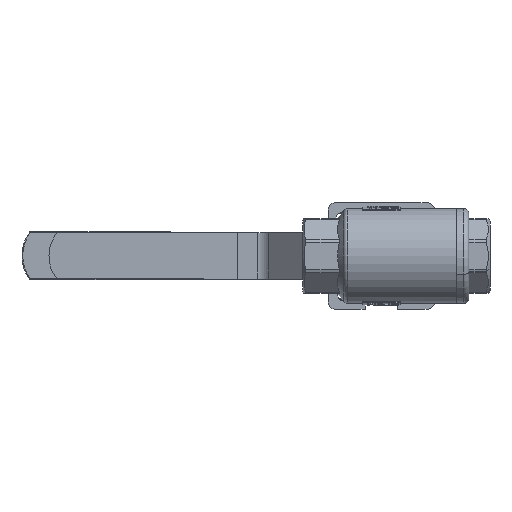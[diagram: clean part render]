
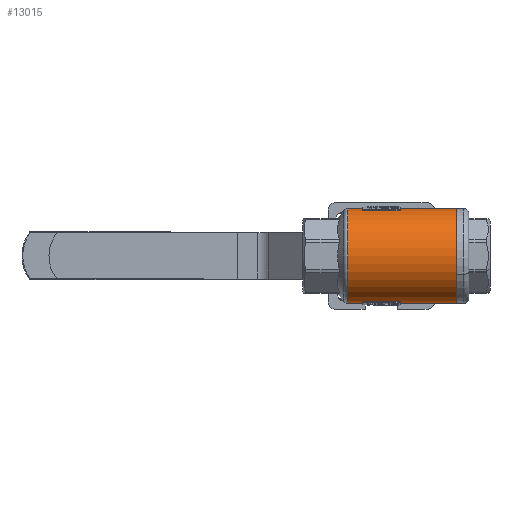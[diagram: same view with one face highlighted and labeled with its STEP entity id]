
A CAD part, front view. The second image highlights one B-rep face of the part: STEP entity #13015.
In plain terms, the highlighted cylindrical face has radius 19 mm (diameter 38 mm), a partial arc.
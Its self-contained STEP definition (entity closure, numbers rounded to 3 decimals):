
#1320=CYLINDRICAL_SURFACE('',#14058,19.);
#1531=CIRCLE('',#13759,19.);
#1534=CIRCLE('',#13764,19.);
#1538=CIRCLE('',#13771,19.);
#1541=CIRCLE('',#13776,19.);
#1650=CIRCLE('',#14001,19.);
#1672=CIRCLE('',#14043,19.);
#4816=ORIENTED_EDGE('',*,*,#7337,.F.);
#4817=ORIENTED_EDGE('',*,*,#7329,.F.);
#4818=ORIENTED_EDGE('',*,*,#7338,.T.);
#4819=ORIENTED_EDGE('',*,*,#6878,.F.);
#4820=ORIENTED_EDGE('',*,*,#6875,.F.);
#4821=ORIENTED_EDGE('',*,*,#6872,.T.);
#4822=ORIENTED_EDGE('',*,*,#7339,.T.);
#4823=ORIENTED_EDGE('',*,*,#7260,.T.);
#4824=ORIENTED_EDGE('',*,*,#7340,.F.);
#4825=ORIENTED_EDGE('',*,*,#6888,.T.);
#4826=ORIENTED_EDGE('',*,*,#6885,.T.);
#4827=ORIENTED_EDGE('',*,*,#6893,.F.);
#6872=EDGE_CURVE('',#8405,#8407,#1531,.T.);
#6875=EDGE_CURVE('',#8405,#8409,#9366,.T.);
#6878=EDGE_CURVE('',#8409,#8411,#1534,.T.);
#6885=EDGE_CURVE('',#8417,#8416,#9370,.T.);
#6888=EDGE_CURVE('',#8419,#8417,#1538,.T.);
#6893=EDGE_CURVE('',#8421,#8416,#1541,.T.);
#7260=EDGE_CURVE('',#8671,#8669,#1650,.T.);
#7329=EDGE_CURVE('',#8715,#8716,#1672,.T.);
#7337=EDGE_CURVE('',#8716,#8421,#9629,.T.);
#7338=EDGE_CURVE('',#8715,#8411,#9630,.T.);
#7339=EDGE_CURVE('',#8407,#8671,#9631,.T.);
#7340=EDGE_CURVE('',#8419,#8669,#9632,.T.);
#8405=VERTEX_POINT('',#49063);
#8407=VERTEX_POINT('',#49068);
#8409=VERTEX_POINT('',#49073);
#8411=VERTEX_POINT('',#49081);
#8416=VERTEX_POINT('',#49094);
#8417=VERTEX_POINT('',#49096);
#8419=VERTEX_POINT('',#49102);
#8421=VERTEX_POINT('',#49110);
#8669=VERTEX_POINT('',#52471);
#8671=VERTEX_POINT('',#52474);
#8715=VERTEX_POINT('',#52695);
#8716=VERTEX_POINT('',#52696);
#9366=LINE('',#49075,#10251);
#9370=LINE('',#49095,#10255);
#9629=LINE('',#52712,#10514);
#9630=LINE('',#52713,#10515);
#9631=LINE('',#52714,#10516);
#9632=LINE('',#52715,#10517);
#10251=VECTOR('',#15818,1000.);
#10255=VECTOR('',#15840,1000.);
#10514=VECTOR('',#16677,1000.);
#10515=VECTOR('',#16678,1000.);
#10516=VECTOR('',#16679,1000.);
#10517=VECTOR('',#16680,1000.);
#11304=EDGE_LOOP('',(#4816,#4817,#4818,#4819,#4820,#4821,#4822,#4823,#4824,
#4825,#4826,#4827));
#12141=FACE_BOUND('',#11304,.T.);
#13015=ADVANCED_FACE('',(#12141),#1320,.T.);
#13759=AXIS2_PLACEMENT_3D('',#49069,#15812,#15813);
#13764=AXIS2_PLACEMENT_3D('',#49080,#15825,#15826);
#13771=AXIS2_PLACEMENT_3D('',#49101,#15845,#15846);
#13776=AXIS2_PLACEMENT_3D('',#49111,#15857,#15858);
#14001=AXIS2_PLACEMENT_3D('',#52473,#16535,#16536);
#14043=AXIS2_PLACEMENT_3D('',#52694,#16645,#16646);
#14058=AXIS2_PLACEMENT_3D('',#52711,#16675,#16676);
#15812=DIRECTION('',(-1.,0.,0.));
#15813=DIRECTION('',(0.,0.236,0.972));
#15818=DIRECTION('',(1.,0.,0.));
#15825=DIRECTION('',(-1.,0.,0.));
#15826=DIRECTION('',(0.,0.236,0.972));
#15840=DIRECTION('',(1.,0.,0.));
#15845=DIRECTION('',(-1.,0.,0.));
#15846=DIRECTION('',(0.,-0.284,-0.959));
#15857=DIRECTION('',(-1.,0.,0.));
#15858=DIRECTION('',(0.,-0.284,-0.959));
#16535=DIRECTION('',(1.,0.,0.));
#16536=DIRECTION('',(0.,0.,1.));
#16645=DIRECTION('',(1.,0.,0.));
#16646=DIRECTION('',(0.,0.,-1.));
#16675=DIRECTION('',(-1.,0.,0.));
#16676=DIRECTION('',(0.,0.,1.));
#16677=DIRECTION('',(-1.,0.,0.));
#16678=DIRECTION('',(-1.,0.,0.));
#16679=DIRECTION('',(-1.,0.,0.));
#16680=DIRECTION('',(-1.,0.,0.));
#49063=CARTESIAN_POINT('',(-6.75,-5.396,18.218));
#49068=CARTESIAN_POINT('',(-6.75,0.,19.));
#49069=CARTESIAN_POINT('',(-6.75,0.,0.));
#49073=CARTESIAN_POINT('',(8.25,-5.396,18.218));
#49075=CARTESIAN_POINT('',(-6.75,-5.396,18.218));
#49080=CARTESIAN_POINT('',(8.25,0.,0.));
#49081=CARTESIAN_POINT('',(8.25,0.,19.));
#49094=CARTESIAN_POINT('',(8.25,-5.396,-18.218));
#49095=CARTESIAN_POINT('',(-6.75,-5.396,-18.218));
#49096=CARTESIAN_POINT('',(-6.75,-5.396,-18.218));
#49101=CARTESIAN_POINT('',(-6.75,0.,0.));
#49102=CARTESIAN_POINT('',(-6.75,0.,-19.));
#49110=CARTESIAN_POINT('',(8.25,0.,-19.));
#49111=CARTESIAN_POINT('',(8.25,0.,0.));
#52471=CARTESIAN_POINT('',(-12.753,0.,-19.));
#52473=CARTESIAN_POINT('',(-12.753,0.,0.));
#52474=CARTESIAN_POINT('',(-12.753,0.,19.));
#52694=CARTESIAN_POINT('',(30.75,0.,0.));
#52695=CARTESIAN_POINT('',(30.75,0.,19.));
#52696=CARTESIAN_POINT('',(30.75,0.,-19.));
#52711=CARTESIAN_POINT('',(30.75,0.,0.));
#52712=CARTESIAN_POINT('',(30.75,0.,-19.));
#52713=CARTESIAN_POINT('',(30.75,0.,19.));
#52714=CARTESIAN_POINT('',(30.75,0.,19.));
#52715=CARTESIAN_POINT('',(30.75,0.,-19.));
